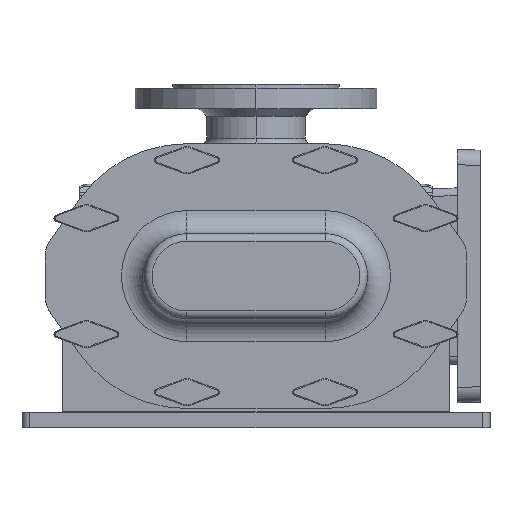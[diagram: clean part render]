
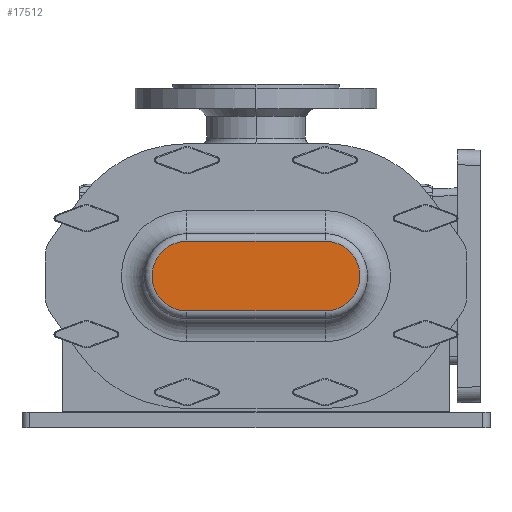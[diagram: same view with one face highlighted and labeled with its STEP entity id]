
A CAD part, left-side view. The second image highlights one B-rep face of the part: STEP entity #17512.
In plain terms, the highlighted planar face has unit normal (-1, 0, 0).
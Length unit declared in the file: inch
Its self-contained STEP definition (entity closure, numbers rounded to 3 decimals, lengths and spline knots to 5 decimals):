
#1527 = PLANE ( 'NONE',  #2389 ) ;
#1988 = CARTESIAN_POINT ( 'NONE',  ( -2.21, 2.25, -1.135 ) ) ;
#2025 = DIRECTION ( 'NONE',  ( 0., 1., 0. ) ) ;
#2389 = AXIS2_PLACEMENT_3D ( 'NONE', #12499, #8955, #18726 ) ;
#2724 = FACE_OUTER_BOUND ( 'NONE', #32637, .T. ) ;
#4199 = DIRECTION ( 'NONE',  ( 0., -1., 0. ) ) ;
#4397 = DIRECTION ( 'NONE',  ( -1., 0., 0. ) ) ;
#7273 = CARTESIAN_POINT ( 'NONE',  ( -2.21, -2.25, 1.135 ) ) ;
#7293 = LINE ( 'NONE', #26632, #29711 ) ;
#8955 = DIRECTION ( 'NONE',  ( -1., 0., 0. ) ) ;
#10001 = DIRECTION ( 'NONE',  ( 0., 0., 1. ) ) ;
#10846 = CARTESIAN_POINT ( 'NONE',  ( -2.21, -2.25, 0. ) ) ;
#11407 = LINE ( 'NONE', #30523, #20605 ) ;
#12499 = CARTESIAN_POINT ( 'NONE',  ( -2.21, 2.25, 0. ) ) ;
#14883 = VERTEX_POINT ( 'NONE', #7273 ) ;
#17196 = CIRCLE ( 'NONE', #27849, 1.135 ) ;
#17512 = ADVANCED_FACE ( 'NONE', ( #2724 ), #1527, .T. ) ;
#18726 = DIRECTION ( 'NONE',  ( 0., 0., 1. ) ) ;
#19996 = DIRECTION ( 'NONE',  ( 0., 0., 1. ) ) ;
#20038 = EDGE_CURVE ( 'NONE', #34694, #24932, #17196, .T. ) ;
#20605 = VECTOR ( 'NONE', #2025, 39.37008 ) ;
#21184 = EDGE_CURVE ( 'NONE', #14883, #34694, #11407, .T. ) ;
#22009 = CIRCLE ( 'NONE', #28654, 1.135 ) ;
#22565 = EDGE_CURVE ( 'NONE', #26292, #14883, #22009, .T. ) ;
#22578 = ORIENTED_EDGE ( 'NONE', *, *, #21184, .T. ) ;
#24672 = CARTESIAN_POINT ( 'NONE',  ( -2.21, 2.25, 1.135 ) ) ;
#24932 = VERTEX_POINT ( 'NONE', #1988 ) ;
#26292 = VERTEX_POINT ( 'NONE', #36902 ) ;
#26632 = CARTESIAN_POINT ( 'NONE',  ( -2.21, -2.25, -1.135 ) ) ;
#27849 = AXIS2_PLACEMENT_3D ( 'NONE', #32064, #38491, #10001 ) ;
#28654 = AXIS2_PLACEMENT_3D ( 'NONE', #10846, #4397, #19996 ) ;
#29711 = VECTOR ( 'NONE', #4199, 39.37008 ) ;
#30376 = EDGE_CURVE ( 'NONE', #24932, #26292, #7293, .T. ) ;
#30523 = CARTESIAN_POINT ( 'NONE',  ( -2.21, 2.25, 1.135 ) ) ;
#32064 = CARTESIAN_POINT ( 'NONE',  ( -2.21, 2.25, 0. ) ) ;
#32637 = EDGE_LOOP ( 'NONE', ( #22578, #40744, #41008, #32760 ) ) ;
#32760 = ORIENTED_EDGE ( 'NONE', *, *, #22565, .T. ) ;
#34694 = VERTEX_POINT ( 'NONE', #24672 ) ;
#36902 = CARTESIAN_POINT ( 'NONE',  ( -2.21, -2.25, -1.135 ) ) ;
#38491 = DIRECTION ( 'NONE',  ( -1., 0., 0. ) ) ;
#40744 = ORIENTED_EDGE ( 'NONE', *, *, #20038, .T. ) ;
#41008 = ORIENTED_EDGE ( 'NONE', *, *, #30376, .T. ) ;
